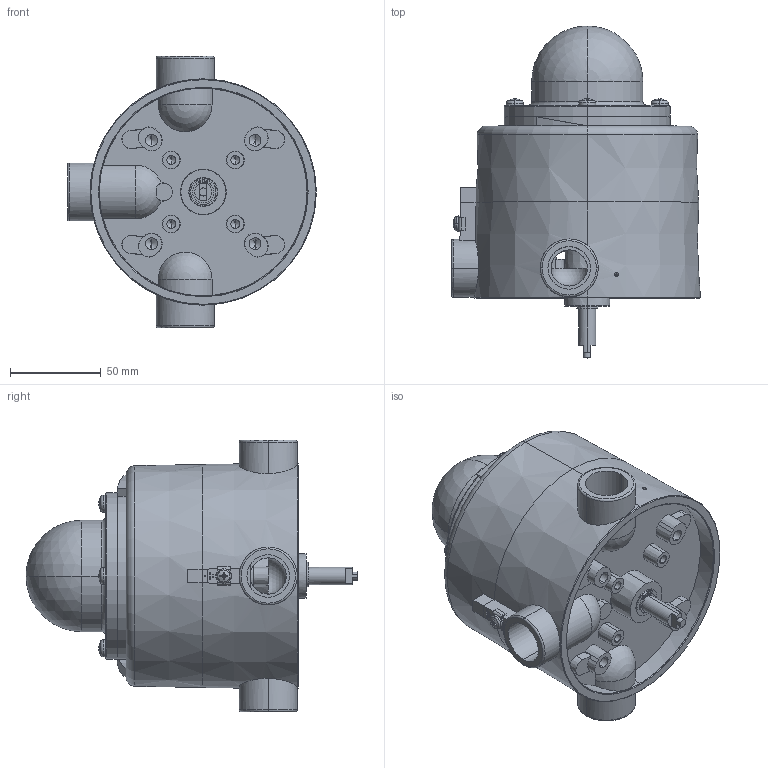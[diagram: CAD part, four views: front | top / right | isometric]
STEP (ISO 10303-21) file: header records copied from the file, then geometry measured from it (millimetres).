
FILE_DESCRIPTION (( 'STEP AP214' ), '1' );
FILE_NAME ('DSDM med Dome ovan_200624.STEP', '2020-06-24T12:08:57', ( '' ), ( '' ), 'SwSTEP 2.0', 'SolidWorks 2017', '' );
FILE_SCHEMA (( 'AUTOMOTIVE_DESIGN' ));
Length unit declared in the file: millimetre
Products named in the file (1): DSDM med Dome ovan_200624
Bounding box: 137.5 x 183.42 x 150 mm (x, y, z)
Volume: 487394 mm3; surface area: 198174.3 mm2
Topology: 14 solids, 14 shells, 981 faces, 2358 edges, 1429 vertices
Faces by surface type: cylinder 328, plane 318, cone 196, torus 112, sphere 22, bspline 5
Entity records: 30539 total; most frequent: CARTESIAN_POINT 7291, DIRECTION 5231, ORIENTED_EDGE 4608, EDGE_CURVE 2304, AXIS2_PLACEMENT_3D 2161, VERTEX_POINT 1423, CIRCLE 1184, EDGE_LOOP 1101
